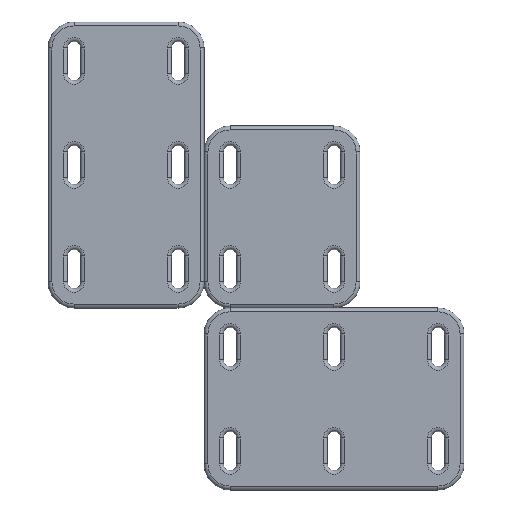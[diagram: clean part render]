
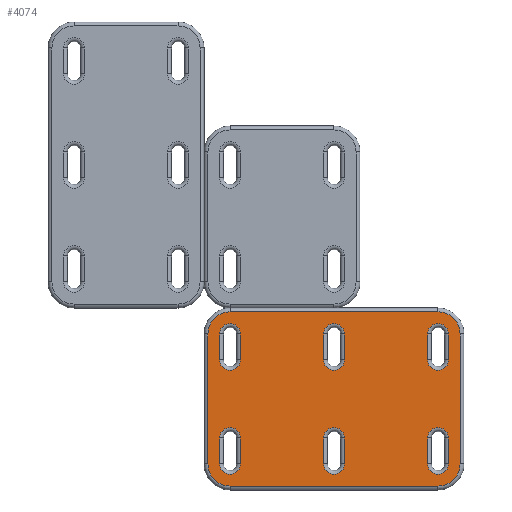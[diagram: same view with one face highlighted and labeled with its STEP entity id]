
A CAD part, top view. The second image highlights one B-rep face of the part: STEP entity #4074.
In plain terms, the highlighted planar face has unit normal (0, 0, 1).
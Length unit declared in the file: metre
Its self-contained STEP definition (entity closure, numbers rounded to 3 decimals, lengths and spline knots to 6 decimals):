
#236=CIRCLE('',#4513,0.0085);
#237=CIRCLE('',#4514,0.0085);
#238=CIRCLE('',#4515,0.0085);
#239=CIRCLE('',#4516,0.0085);
#240=CIRCLE('',#4517,0.004);
#241=CIRCLE('',#4518,0.004);
#242=CIRCLE('',#4519,0.004);
#243=CIRCLE('',#4520,0.004);
#244=CIRCLE('',#4521,0.004);
#245=CIRCLE('',#4522,0.004);
#246=CIRCLE('',#4523,0.004);
#247=CIRCLE('',#4524,0.004);
#248=CIRCLE('',#4525,0.004);
#249=CIRCLE('',#4526,0.004);
#250=CIRCLE('',#4527,0.004);
#251=CIRCLE('',#4528,0.004);
#1060=ORIENTED_EDGE('',*,*,#2064,.F.);
#1061=ORIENTED_EDGE('',*,*,#2065,.T.);
#1062=ORIENTED_EDGE('',*,*,#2066,.T.);
#1063=ORIENTED_EDGE('',*,*,#2067,.T.);
#1064=ORIENTED_EDGE('',*,*,#2068,.T.);
#1065=ORIENTED_EDGE('',*,*,#2069,.T.);
#1066=ORIENTED_EDGE('',*,*,#2070,.F.);
#1067=ORIENTED_EDGE('',*,*,#2071,.F.);
#1068=ORIENTED_EDGE('',*,*,#2072,.T.);
#1069=ORIENTED_EDGE('',*,*,#2073,.T.);
#1070=ORIENTED_EDGE('',*,*,#2074,.T.);
#1071=ORIENTED_EDGE('',*,*,#2075,.T.);
#1072=ORIENTED_EDGE('',*,*,#2076,.T.);
#1073=ORIENTED_EDGE('',*,*,#2077,.T.);
#1074=ORIENTED_EDGE('',*,*,#2078,.T.);
#1075=ORIENTED_EDGE('',*,*,#2079,.T.);
#1076=ORIENTED_EDGE('',*,*,#2080,.T.);
#1077=ORIENTED_EDGE('',*,*,#2081,.T.);
#1078=ORIENTED_EDGE('',*,*,#2082,.T.);
#1079=ORIENTED_EDGE('',*,*,#2083,.T.);
#1080=ORIENTED_EDGE('',*,*,#2084,.T.);
#1081=ORIENTED_EDGE('',*,*,#2085,.T.);
#1082=ORIENTED_EDGE('',*,*,#2086,.T.);
#1083=ORIENTED_EDGE('',*,*,#2087,.T.);
#1084=ORIENTED_EDGE('',*,*,#2088,.F.);
#1085=ORIENTED_EDGE('',*,*,#2089,.F.);
#1086=ORIENTED_EDGE('',*,*,#2090,.F.);
#1087=ORIENTED_EDGE('',*,*,#2091,.F.);
#1088=ORIENTED_EDGE('',*,*,#2092,.F.);
#1089=ORIENTED_EDGE('',*,*,#2093,.F.);
#1090=ORIENTED_EDGE('',*,*,#2094,.F.);
#1091=ORIENTED_EDGE('',*,*,#2095,.F.);
#2064=EDGE_CURVE('',#2580,#2581,#236,.T.);
#2065=EDGE_CURVE('',#2580,#2582,#2900,.T.);
#2066=EDGE_CURVE('',#2582,#2583,#237,.T.);
#2067=EDGE_CURVE('',#2583,#2584,#2901,.F.);
#2068=EDGE_CURVE('',#2584,#2585,#238,.T.);
#2069=EDGE_CURVE('',#2585,#2586,#2902,.F.);
#2070=EDGE_CURVE('',#2587,#2586,#239,.T.);
#2071=EDGE_CURVE('',#2581,#2587,#2903,.F.);
#2072=EDGE_CURVE('',#2588,#2589,#2904,.F.);
#2073=EDGE_CURVE('',#2589,#2590,#240,.F.);
#2074=EDGE_CURVE('',#2590,#2591,#2905,.F.);
#2075=EDGE_CURVE('',#2591,#2588,#241,.F.);
#2076=EDGE_CURVE('',#2592,#2593,#2906,.F.);
#2077=EDGE_CURVE('',#2593,#2594,#242,.F.);
#2078=EDGE_CURVE('',#2594,#2595,#2907,.F.);
#2079=EDGE_CURVE('',#2595,#2592,#243,.F.);
#2080=EDGE_CURVE('',#2596,#2597,#2908,.F.);
#2081=EDGE_CURVE('',#2597,#2598,#244,.F.);
#2082=EDGE_CURVE('',#2598,#2599,#2909,.F.);
#2083=EDGE_CURVE('',#2599,#2596,#245,.F.);
#2084=EDGE_CURVE('',#2600,#2601,#2910,.F.);
#2085=EDGE_CURVE('',#2601,#2602,#246,.F.);
#2086=EDGE_CURVE('',#2602,#2603,#2911,.F.);
#2087=EDGE_CURVE('',#2603,#2600,#247,.F.);
#2088=EDGE_CURVE('',#2604,#2605,#2912,.F.);
#2089=EDGE_CURVE('',#2606,#2604,#248,.F.);
#2090=EDGE_CURVE('',#2607,#2606,#2913,.F.);
#2091=EDGE_CURVE('',#2605,#2607,#249,.F.);
#2092=EDGE_CURVE('',#2608,#2609,#2914,.F.);
#2093=EDGE_CURVE('',#2610,#2608,#250,.F.);
#2094=EDGE_CURVE('',#2611,#2610,#2915,.F.);
#2095=EDGE_CURVE('',#2609,#2611,#251,.F.);
#2580=VERTEX_POINT('',#6909);
#2581=VERTEX_POINT('',#6910);
#2582=VERTEX_POINT('',#6912);
#2583=VERTEX_POINT('',#6914);
#2584=VERTEX_POINT('',#6916);
#2585=VERTEX_POINT('',#6918);
#2586=VERTEX_POINT('',#6920);
#2587=VERTEX_POINT('',#6922);
#2588=VERTEX_POINT('',#6925);
#2589=VERTEX_POINT('',#6926);
#2590=VERTEX_POINT('',#6928);
#2591=VERTEX_POINT('',#6930);
#2592=VERTEX_POINT('',#6933);
#2593=VERTEX_POINT('',#6934);
#2594=VERTEX_POINT('',#6936);
#2595=VERTEX_POINT('',#6938);
#2596=VERTEX_POINT('',#6941);
#2597=VERTEX_POINT('',#6942);
#2598=VERTEX_POINT('',#6944);
#2599=VERTEX_POINT('',#6946);
#2600=VERTEX_POINT('',#6949);
#2601=VERTEX_POINT('',#6950);
#2602=VERTEX_POINT('',#6952);
#2603=VERTEX_POINT('',#6954);
#2604=VERTEX_POINT('',#6957);
#2605=VERTEX_POINT('',#6958);
#2606=VERTEX_POINT('',#6960);
#2607=VERTEX_POINT('',#6962);
#2608=VERTEX_POINT('',#6965);
#2609=VERTEX_POINT('',#6966);
#2610=VERTEX_POINT('',#6968);
#2611=VERTEX_POINT('',#6970);
#2900=LINE('',#6911,#3164);
#2901=LINE('',#6915,#3165);
#2902=LINE('',#6919,#3166);
#2903=LINE('',#6923,#3167);
#2904=LINE('',#6924,#3168);
#2905=LINE('',#6929,#3169);
#2906=LINE('',#6932,#3170);
#2907=LINE('',#6937,#3171);
#2908=LINE('',#6940,#3172);
#2909=LINE('',#6945,#3173);
#2910=LINE('',#6948,#3174);
#2911=LINE('',#6953,#3175);
#2912=LINE('',#6956,#3176);
#2913=LINE('',#6961,#3177);
#2914=LINE('',#6964,#3178);
#2915=LINE('',#6969,#3179);
#3164=VECTOR('',#5491,1.);
#3165=VECTOR('',#5494,1.);
#3166=VECTOR('',#5497,1.);
#3167=VECTOR('',#5500,1.);
#3168=VECTOR('',#5501,1.);
#3169=VECTOR('',#5504,1.);
#3170=VECTOR('',#5507,1.);
#3171=VECTOR('',#5510,1.);
#3172=VECTOR('',#5513,1.);
#3173=VECTOR('',#5516,1.);
#3174=VECTOR('',#5519,1.);
#3175=VECTOR('',#5522,1.);
#3176=VECTOR('',#5525,1.);
#3177=VECTOR('',#5528,1.);
#3178=VECTOR('',#5531,1.);
#3179=VECTOR('',#5534,1.);
#3432=EDGE_LOOP('',(#1060,#1061,#1062,#1063,#1064,#1065,#1066,#1067));
#3433=EDGE_LOOP('',(#1068,#1069,#1070,#1071));
#3434=EDGE_LOOP('',(#1072,#1073,#1074,#1075));
#3435=EDGE_LOOP('',(#1076,#1077,#1078,#1079));
#3436=EDGE_LOOP('',(#1080,#1081,#1082,#1083));
#3437=EDGE_LOOP('',(#1084,#1085,#1086,#1087));
#3438=EDGE_LOOP('',(#1088,#1089,#1090,#1091));
#3734=FACE_BOUND('',#3432,.T.);
#3735=FACE_BOUND('',#3433,.T.);
#3736=FACE_BOUND('',#3434,.T.);
#3737=FACE_BOUND('',#3435,.T.);
#3738=FACE_BOUND('',#3436,.T.);
#3739=FACE_BOUND('',#3437,.T.);
#3740=FACE_BOUND('',#3438,.T.);
#3942=PLANE('',#4512);
#4074=ADVANCED_FACE('',(#3734,#3735,#3736,#3737,#3738,#3739,#3740),#3942,
 .T.);
#4512=AXIS2_PLACEMENT_3D('',#6907,#5487,#5488);
#4513=AXIS2_PLACEMENT_3D('',#6908,#5489,#5490);
#4514=AXIS2_PLACEMENT_3D('',#6913,#5492,#5493);
#4515=AXIS2_PLACEMENT_3D('',#6917,#5495,#5496);
#4516=AXIS2_PLACEMENT_3D('',#6921,#5498,#5499);
#4517=AXIS2_PLACEMENT_3D('',#6927,#5502,#5503);
#4518=AXIS2_PLACEMENT_3D('',#6931,#5505,#5506);
#4519=AXIS2_PLACEMENT_3D('',#6935,#5508,#5509);
#4520=AXIS2_PLACEMENT_3D('',#6939,#5511,#5512);
#4521=AXIS2_PLACEMENT_3D('',#6943,#5514,#5515);
#4522=AXIS2_PLACEMENT_3D('',#6947,#5517,#5518);
#4523=AXIS2_PLACEMENT_3D('',#6951,#5520,#5521);
#4524=AXIS2_PLACEMENT_3D('',#6955,#5523,#5524);
#4525=AXIS2_PLACEMENT_3D('',#6959,#5526,#5527);
#4526=AXIS2_PLACEMENT_3D('',#6963,#5529,#5530);
#4527=AXIS2_PLACEMENT_3D('',#6967,#5532,#5533);
#4528=AXIS2_PLACEMENT_3D('',#6971,#5535,#5536);
#5487=DIRECTION('',(0.,0.,1.));
#5488=DIRECTION('',(1.,0.,0.));
#5489=DIRECTION('',(0.,0.,-1.));
#5490=DIRECTION('',(-1.,0.,0.));
#5491=DIRECTION('',(-1.,0.,0.));
#5492=DIRECTION('',(0.,0.,1.));
#5493=DIRECTION('',(1.,0.,0.));
#5494=DIRECTION('',(0.,1.,0.));
#5495=DIRECTION('',(0.,0.,1.));
#5496=DIRECTION('',(1.,0.,0.));
#5497=DIRECTION('',(-1.,0.,0.));
#5498=DIRECTION('',(0.,0.,-1.));
#5499=DIRECTION('',(-1.,0.,0.));
#5500=DIRECTION('',(0.,1.,0.));
#5501=DIRECTION('',(0.,-1.,0.));
#5502=DIRECTION('',(0.,0.,1.));
#5503=DIRECTION('',(1.,0.,0.));
#5504=DIRECTION('',(0.,1.,0.));
#5505=DIRECTION('',(0.,0.,1.));
#5506=DIRECTION('',(1.,0.,0.));
#5507=DIRECTION('',(0.,-1.,0.));
#5508=DIRECTION('',(0.,0.,1.));
#5509=DIRECTION('',(1.,0.,0.));
#5510=DIRECTION('',(0.,1.,0.));
#5511=DIRECTION('',(0.,0.,1.));
#5512=DIRECTION('',(1.,0.,0.));
#5513=DIRECTION('',(0.,-1.,0.));
#5514=DIRECTION('',(0.,0.,1.));
#5515=DIRECTION('',(1.,0.,0.));
#5516=DIRECTION('',(0.,1.,0.));
#5517=DIRECTION('',(0.,0.,1.));
#5518=DIRECTION('',(1.,0.,0.));
#5519=DIRECTION('',(0.,-1.,0.));
#5520=DIRECTION('',(0.,0.,1.));
#5521=DIRECTION('',(1.,0.,0.));
#5522=DIRECTION('',(0.,1.,0.));
#5523=DIRECTION('',(0.,0.,1.));
#5524=DIRECTION('',(1.,0.,0.));
#5525=DIRECTION('',(0.,-1.,0.));
#5526=DIRECTION('',(0.,0.,-1.));
#5527=DIRECTION('',(-1.,0.,0.));
#5528=DIRECTION('',(0.,1.,0.));
#5529=DIRECTION('',(0.,0.,-1.));
#5530=DIRECTION('',(-1.,0.,0.));
#5531=DIRECTION('',(0.,-1.,0.));
#5532=DIRECTION('',(0.,0.,-1.));
#5533=DIRECTION('',(-1.,0.,0.));
#5534=DIRECTION('',(0.,1.,0.));
#5535=DIRECTION('',(0.,0.,-1.));
#5536=DIRECTION('',(-1.,0.,0.));
#6907=CARTESIAN_POINT('',(0.01,-0.05,0.005));
#6908=CARTESIAN_POINT('',(0.09,-0.005,0.005));
#6909=CARTESIAN_POINT('',(0.09,0.0035,0.005));
#6910=CARTESIAN_POINT('',(0.0985,-0.005,0.005));
#6911=CARTESIAN_POINT('',(0.01,0.0035,0.005));
#6912=CARTESIAN_POINT('',(0.01,0.0035,0.005));
#6913=CARTESIAN_POINT('',(0.01,-0.005,0.005));
#6914=CARTESIAN_POINT('',(0.0015,-0.005,0.005));
#6915=CARTESIAN_POINT('',(0.0015,-0.05,0.005));
#6916=CARTESIAN_POINT('',(0.0015,-0.055,0.005));
#6917=CARTESIAN_POINT('',(0.01,-0.055,0.005));
#6918=CARTESIAN_POINT('',(0.01,-0.0635,0.005));
#6919=CARTESIAN_POINT('',(0.01,-0.0635,0.005));
#6920=CARTESIAN_POINT('',(0.09,-0.0635,0.005));
#6921=CARTESIAN_POINT('',(0.09,-0.055,0.005));
#6922=CARTESIAN_POINT('',(0.0985,-0.055,0.005));
#6923=CARTESIAN_POINT('',(0.0985,-0.05,0.005));
#6924=CARTESIAN_POINT('',(0.046,-0.05,0.005));
#6925=CARTESIAN_POINT('',(0.046,-0.055,0.005));
#6926=CARTESIAN_POINT('',(0.046,-0.045,0.005));
#6927=CARTESIAN_POINT('',(0.05,-0.045,0.005));
#6928=CARTESIAN_POINT('',(0.054,-0.045,0.005));
#6929=CARTESIAN_POINT('',(0.054,-0.05,0.005));
#6930=CARTESIAN_POINT('',(0.054,-0.055,0.005));
#6931=CARTESIAN_POINT('',(0.05,-0.055,0.005));
#6932=CARTESIAN_POINT('',(0.046,-0.01,0.005));
#6933=CARTESIAN_POINT('',(0.046,-0.015,0.005));
#6934=CARTESIAN_POINT('',(0.046,-0.005,0.005));
#6935=CARTESIAN_POINT('',(0.05,-0.005,0.005));
#6936=CARTESIAN_POINT('',(0.054,-0.005,0.005));
#6937=CARTESIAN_POINT('',(0.054,-0.01,0.005));
#6938=CARTESIAN_POINT('',(0.054,-0.015,0.005));
#6939=CARTESIAN_POINT('',(0.05,-0.015,0.005));
#6940=CARTESIAN_POINT('',(0.006,-0.01,0.005));
#6941=CARTESIAN_POINT('',(0.006,-0.015,0.005));
#6942=CARTESIAN_POINT('',(0.006,-0.005,0.005));
#6943=CARTESIAN_POINT('',(0.01,-0.005,0.005));
#6944=CARTESIAN_POINT('',(0.014,-0.005,0.005));
#6945=CARTESIAN_POINT('',(0.014,-0.01,0.005));
#6946=CARTESIAN_POINT('',(0.014,-0.015,0.005));
#6947=CARTESIAN_POINT('',(0.01,-0.015,0.005));
#6948=CARTESIAN_POINT('',(0.006,-0.05,0.005));
#6949=CARTESIAN_POINT('',(0.006,-0.055,0.005));
#6950=CARTESIAN_POINT('',(0.006,-0.045,0.005));
#6951=CARTESIAN_POINT('',(0.01,-0.045,0.005));
#6952=CARTESIAN_POINT('',(0.014,-0.045,0.005));
#6953=CARTESIAN_POINT('',(0.014,-0.05,0.005));
#6954=CARTESIAN_POINT('',(0.014,-0.055,0.005));
#6955=CARTESIAN_POINT('',(0.01,-0.055,0.005));
#6956=CARTESIAN_POINT('',(0.094,-0.01,0.005));
#6957=CARTESIAN_POINT('',(0.094,-0.015,0.005));
#6958=CARTESIAN_POINT('',(0.094,-0.005,0.005));
#6959=CARTESIAN_POINT('',(0.09,-0.015,0.005));
#6960=CARTESIAN_POINT('',(0.086,-0.015,0.005));
#6961=CARTESIAN_POINT('',(0.086,-0.01,0.005));
#6962=CARTESIAN_POINT('',(0.086,-0.005,0.005));
#6963=CARTESIAN_POINT('',(0.09,-0.005,0.005));
#6964=CARTESIAN_POINT('',(0.094,-0.05,0.005));
#6965=CARTESIAN_POINT('',(0.094,-0.055,0.005));
#6966=CARTESIAN_POINT('',(0.094,-0.045,0.005));
#6967=CARTESIAN_POINT('',(0.09,-0.055,0.005));
#6968=CARTESIAN_POINT('',(0.086,-0.055,0.005));
#6969=CARTESIAN_POINT('',(0.086,-0.05,0.005));
#6970=CARTESIAN_POINT('',(0.086,-0.045,0.005));
#6971=CARTESIAN_POINT('',(0.09,-0.045,0.005));
